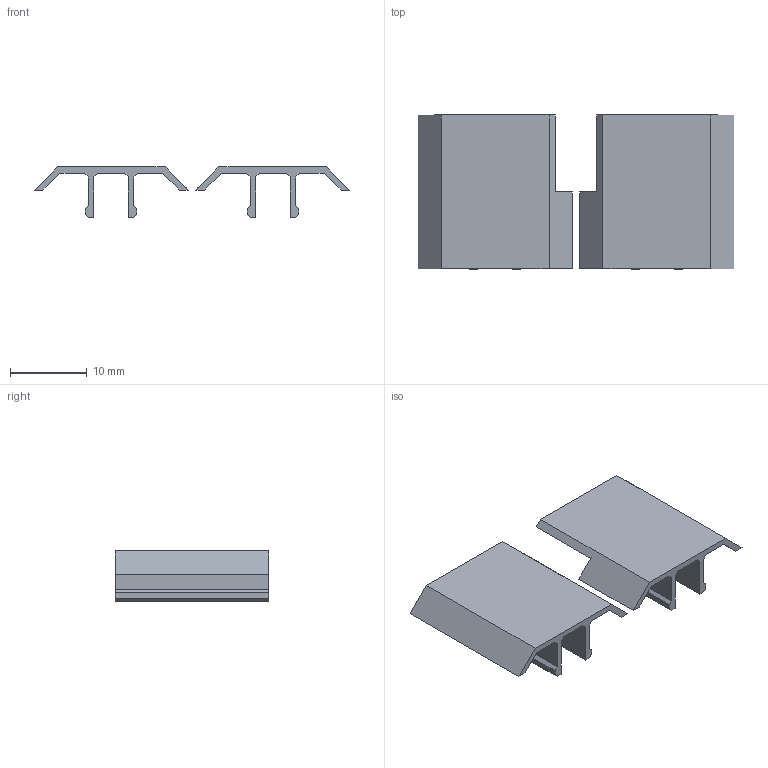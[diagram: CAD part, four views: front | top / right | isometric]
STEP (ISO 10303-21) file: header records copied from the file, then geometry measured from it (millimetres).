
FILE_DESCRIPTION(/* description */ (''),/* implementation_level */ '2;1');
FILE_NAME(/* name */ '2020 Cover Cutout.step',/* time_stamp */ '2020-06-16T19:23:21-05:00',/* author */ (''),/* organization */ (''),/* preprocessor_version */ 'ST-DEVELOPER v18.1',/* originating_system */ 'Autodesk Translation Framework v9.3.0.1241',/* authorisation */ '');
FILE_SCHEMA (('AUTOMOTIVE_DESIGN { 1 0 10303 214 3 1 1 }'));
Length unit declared in the file: millimetre
Products named in the file (1): 2020CoverCutout
Bounding box: 41 x 20 x 6.5 mm (x, y, z)
Volume: 904.3 mm3; surface area: 2422.3 mm2
Topology: 2 solids, 2 shells, 58 faces, 162 edges, 108 vertices
Faces by surface type: plane 58
Entity records: 1858 total; most frequent: CARTESIAN_POINT 329, ORIENTED_EDGE 324, DIRECTION 280, LINE 162, VECTOR 162, EDGE_CURVE 162, VERTEX_POINT 108, AXIS2_PLACEMENT_3D 59
